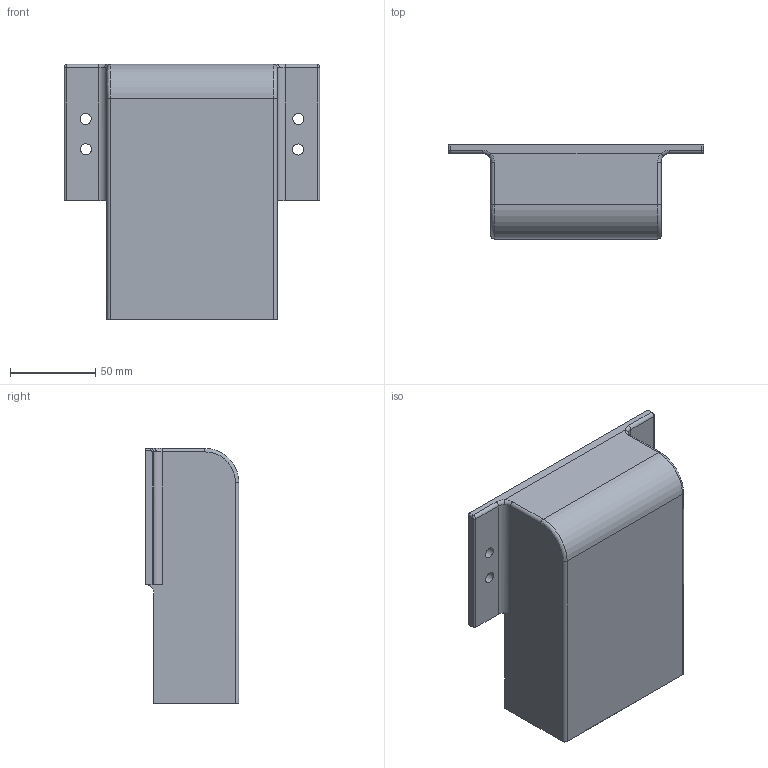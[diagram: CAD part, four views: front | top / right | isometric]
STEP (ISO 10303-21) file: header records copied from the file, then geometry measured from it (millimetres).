
FILE_DESCRIPTION(/* description */ (''),/* implementation_level */ '2;1');
FILE_NAME(/* name */ 'case1 v4.step',/* time_stamp */ '2025-10-27T04:30:27+09:00',/* author */ (''),/* organization */ (''),/* preprocessor_version */ 'ST-DEVELOPER v20.1',/* originating_system */ 'Autodesk Translation Framework v14.17.0.0',/* authorisation */ '');
FILE_SCHEMA (('AUTOMOTIVE_DESIGN { 1 0 10303 214 3 1 1 }'));
Length unit declared in the file: millimetre
Products named in the file (2): case1; Component1
Assembly tree (1 placements, depth 2):
  case1
    Component1
Bounding box: 150 x 55 x 150 mm (x, y, z)
Volume: 364023.3 mm3; surface area: 139730 mm2
Topology: 2 solids, 7 shells, 163 faces, 390 edges, 242 vertices
Faces by surface type: cylinder 77, plane 61, cone 11, torus 6, bspline 6, sphere 2
Full cylindrical faces by diameter (mm): 2.6 x12, 3.4 x6, 6.5 x4
Entity records: 4926 total; most frequent: CARTESIAN_POINT 1065, DIRECTION 810, ORIENTED_EDGE 758, EDGE_CURVE 379, AXIS2_PLACEMENT_3D 293, VERTEX_POINT 242, LINE 224, VECTOR 224
